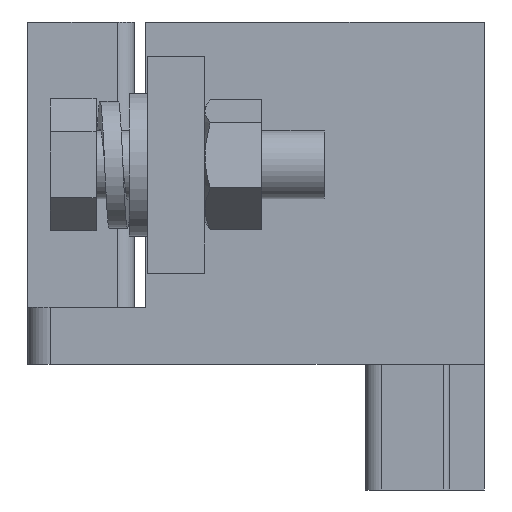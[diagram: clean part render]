
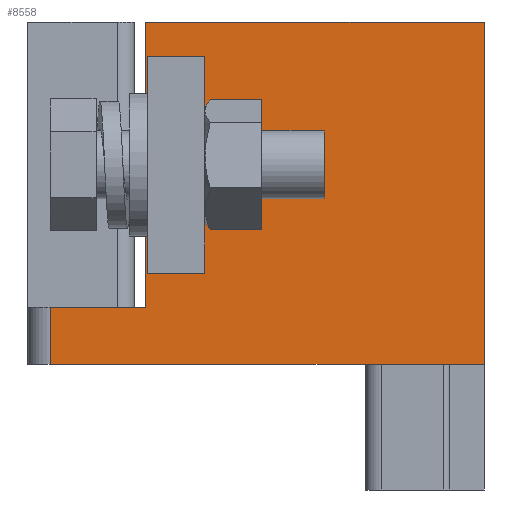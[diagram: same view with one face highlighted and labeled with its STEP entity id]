
A CAD part, left-side view. The second image highlights one B-rep face of the part: STEP entity #8558.
In plain terms, the highlighted planar face has unit normal (-1, 0, 0).
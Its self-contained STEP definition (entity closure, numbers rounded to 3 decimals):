
#1976=ORIENTED_EDGE('',*,*,#3059,.F.);
#1977=ORIENTED_EDGE('',*,*,#2491,.T.);
#1978=ORIENTED_EDGE('',*,*,#3047,.T.);
#1979=ORIENTED_EDGE('',*,*,#3062,.F.);
#1980=ORIENTED_EDGE('',*,*,#3051,.T.);
#1981=ORIENTED_EDGE('',*,*,#3055,.T.);
#1982=ORIENTED_EDGE('',*,*,#2299,.F.);
#1983=ORIENTED_EDGE('',*,*,#3063,.F.);
#1984=ORIENTED_EDGE('',*,*,#2317,.F.);
#1985=ORIENTED_EDGE('',*,*,#2307,.F.);
#2299=EDGE_CURVE('',#3165,#3166,#3737,.T.);
#2307=EDGE_CURVE('',#3166,#3173,#3744,.T.);
#2317=EDGE_CURVE('',#3173,#3180,#3753,.T.);
#2491=EDGE_CURVE('',#3278,#3305,#3847,.T.);
#3047=EDGE_CURVE('',#3305,#3667,#4158,.F.);
#3051=EDGE_CURVE('',#3671,#3670,#4161,.T.);
#3055=EDGE_CURVE('',#3670,#3673,#4165,.T.);
#3059=EDGE_CURVE('',#3278,#3673,#4169,.T.);
#3062=EDGE_CURVE('',#3671,#3667,#4172,.T.);
#3063=EDGE_CURVE('',#3180,#3165,#4173,.T.);
#3165=VERTEX_POINT('',#10993);
#3166=VERTEX_POINT('',#10995);
#3173=VERTEX_POINT('',#11012);
#3180=VERTEX_POINT('',#11032);
#3278=VERTEX_POINT('',#11326);
#3305=VERTEX_POINT('',#11379);
#3667=VERTEX_POINT('',#12867);
#3670=VERTEX_POINT('',#12876);
#3671=VERTEX_POINT('',#12878);
#3673=VERTEX_POINT('',#12885);
#3737=LINE('',#10994,#4228);
#3744=LINE('',#11011,#4235);
#3753=LINE('',#11031,#4244);
#3847=LINE('',#11380,#4338);
#4158=LINE('',#12868,#4649);
#4161=LINE('',#12877,#4652);
#4165=LINE('',#12884,#4656);
#4169=LINE('',#12891,#4660);
#4172=LINE('',#12896,#4663);
#4173=LINE('',#12897,#4664);
#4228=VECTOR('',#9251,1000.);
#4235=VECTOR('',#9264,1000.);
#4244=VECTOR('',#9281,1000.);
#4338=VECTOR('',#9633,1000.);
#4649=VECTOR('',#10724,1000.);
#4652=VECTOR('',#10733,1000.);
#4656=VECTOR('',#10739,1000.);
#4660=VECTOR('',#10745,1000.);
#4663=VECTOR('',#10752,1000.);
#4664=VECTOR('',#10753,1000.);
#5071=EDGE_LOOP('',(#1976,#1977,#1978,#1979,#1980,#1981));
#5072=EDGE_LOOP('',(#1982,#1983,#1984,#1985));
#5495=FACE_BOUND('',#5071,.T.);
#5496=FACE_BOUND('',#5072,.T.);
#5722=PLANE('',#9154);
#8558=ADVANCED_FACE('',(#5495,#5496),#5722,.F.);
#9154=AXIS2_PLACEMENT_3D('',#12895,#10750,#10751);
#9251=DIRECTION('',(0.,1.,0.));
#9264=DIRECTION('',(0.,0.,-1.));
#9281=DIRECTION('',(0.,-1.,0.));
#9633=DIRECTION('',(0.,1.,0.));
#10724=DIRECTION('',(0.,0.,1.));
#10733=DIRECTION('',(0.,0.,1.));
#10739=DIRECTION('',(0.,1.,0.));
#10745=DIRECTION('',(0.,0.,1.));
#10750=DIRECTION('',(1.,0.,0.));
#10751=DIRECTION('',(0.,0.,-1.));
#10752=DIRECTION('',(0.,1.,0.));
#10753=DIRECTION('',(0.,0.,1.));
#10993=CARTESIAN_POINT('',(-25.,0.,-3.));
#10994=CARTESIAN_POINT('',(-25.,0.,-3.));
#10995=CARTESIAN_POINT('',(-25.,5.,-3.));
#11011=CARTESIAN_POINT('',(-25.,5.,-12.5));
#11012=CARTESIAN_POINT('',(-25.,5.,-22.));
#11031=CARTESIAN_POINT('',(-25.,0.,-22.));
#11032=CARTESIAN_POINT('',(-25.,0.,-22.));
#11326=CARTESIAN_POINT('',(-25.,5.176,-25.));
#11379=CARTESIAN_POINT('',(-25.,13.5,-25.));
#11380=CARTESIAN_POINT('',(-25.,0.,-25.));
#12867=CARTESIAN_POINT('',(-25.,13.5,-30.));
#12868=CARTESIAN_POINT('',(-25.,13.5,-30.));
#12876=CARTESIAN_POINT('',(-25.,-24.5,0.));
#12877=CARTESIAN_POINT('',(-25.,-24.5,-30.));
#12878=CARTESIAN_POINT('',(-25.,-24.5,-30.));
#12884=CARTESIAN_POINT('',(-25.,-24.5,0.));
#12885=CARTESIAN_POINT('',(-25.,5.176,0.));
#12891=CARTESIAN_POINT('',(-25.,5.176,-30.));
#12895=CARTESIAN_POINT('',(-25.,-24.5,-30.));
#12896=CARTESIAN_POINT('',(-25.,-24.5,-30.));
#12897=CARTESIAN_POINT('',(-25.,0.,-25.));
